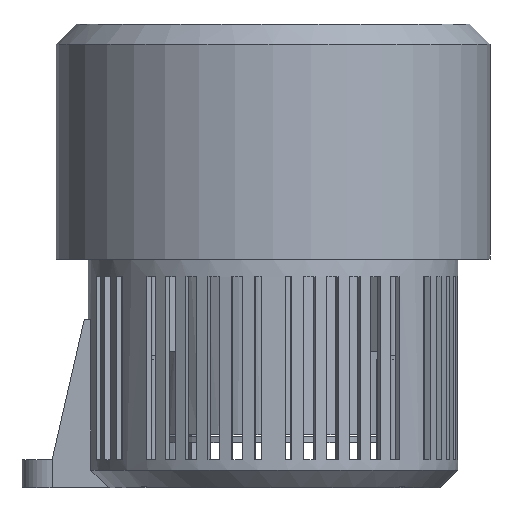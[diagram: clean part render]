
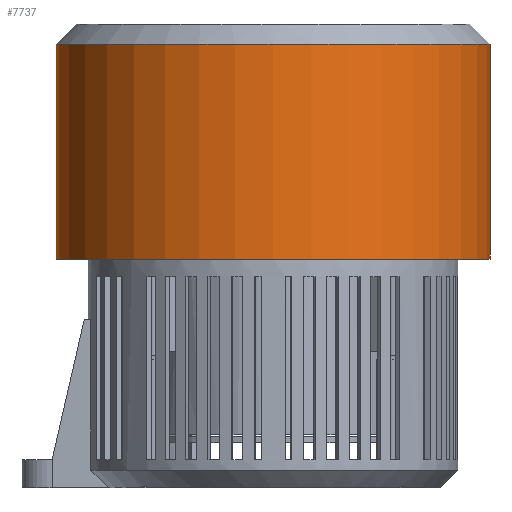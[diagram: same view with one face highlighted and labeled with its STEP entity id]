
A CAD part, front view. The second image highlights one B-rep face of the part: STEP entity #7737.
In plain terms, the highlighted cylindrical face has radius 54 mm (diameter 108 mm), a partial arc.
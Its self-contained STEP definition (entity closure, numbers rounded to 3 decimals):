
#624 = ORIENTED_EDGE ( 'NONE', *, *, #23980, .T. ) ;
#1108 = DIRECTION ( 'NONE',  ( 0., 0., -1. ) ) ;
#1146 = VECTOR ( 'NONE', #25391, 1000. ) ;
#3560 = CARTESIAN_POINT ( 'NONE',  ( 54., 0., -8.5 ) ) ;
#4328 = AXIS2_PLACEMENT_3D ( 'NONE', #8508, #1108, #12560 ) ;
#5128 = FACE_OUTER_BOUND ( 'NONE', #20535, .T. ) ;
#6068 = VERTEX_POINT ( 'NONE', #37589 ) ;
#6372 = CYLINDRICAL_SURFACE ( 'NONE', #42095, 54. ) ;
#7737 = ADVANCED_FACE ( 'NONE', ( #5128 ), #6372, .T. ) ;
#8449 = DIRECTION ( 'NONE',  ( 0., 0., -1. ) ) ;
#8508 = CARTESIAN_POINT ( 'NONE',  ( 0., 0., 45. ) ) ;
#12560 = DIRECTION ( 'NONE',  ( 1., 0., 0. ) ) ;
#15667 = CARTESIAN_POINT ( 'NONE',  ( -54., 0., 45. ) ) ;
#17670 = CARTESIAN_POINT ( 'NONE',  ( 54., 0., 50. ) ) ;
#17860 = VECTOR ( 'NONE', #8449, 1000. ) ;
#18232 = CARTESIAN_POINT ( 'NONE',  ( 54., 0., 45. ) ) ;
#20535 = EDGE_LOOP ( 'NONE', ( #33138, #624, #45048, #28441 ) ) ;
#20884 = EDGE_CURVE ( 'NONE', #36447, #32620, #44535, .T. ) ;
#22564 = DIRECTION ( 'NONE',  ( 0., 0., -1. ) ) ;
#23394 = VERTEX_POINT ( 'NONE', #15667 ) ;
#23980 = EDGE_CURVE ( 'NONE', #36447, #23394, #33379, .T. ) ;
#24323 = DIRECTION ( 'NONE',  ( 0., 0., 1. ) ) ;
#25391 = DIRECTION ( 'NONE',  ( 0., 0., -1. ) ) ;
#28441 = ORIENTED_EDGE ( 'NONE', *, *, #33318, .T. ) ;
#30488 = AXIS2_PLACEMENT_3D ( 'NONE', #35316, #24323, #47261 ) ;
#32620 = VERTEX_POINT ( 'NONE', #3560 ) ;
#33138 = ORIENTED_EDGE ( 'NONE', *, *, #20884, .F. ) ;
#33318 = EDGE_CURVE ( 'NONE', #6068, #32620, #44127, .T. ) ;
#33379 = CIRCLE ( 'NONE', #4328, 54. ) ;
#35316 = CARTESIAN_POINT ( 'NONE',  ( 0., 0., -8.5 ) ) ;
#35890 = CARTESIAN_POINT ( 'NONE',  ( -54., 0., 50. ) ) ;
#36447 = VERTEX_POINT ( 'NONE', #18232 ) ;
#36800 = EDGE_CURVE ( 'NONE', #23394, #6068, #41340, .T. ) ;
#37589 = CARTESIAN_POINT ( 'NONE',  ( -54., 0., -8.5 ) ) ;
#38740 = CARTESIAN_POINT ( 'NONE',  ( 0., 0., 50. ) ) ;
#41340 = LINE ( 'NONE', #35890, #17860 ) ;
#42095 = AXIS2_PLACEMENT_3D ( 'NONE', #38740, #22564, #49541 ) ;
#44127 = CIRCLE ( 'NONE', #30488, 54. ) ;
#44535 = LINE ( 'NONE', #17670, #1146 ) ;
#45048 = ORIENTED_EDGE ( 'NONE', *, *, #36800, .T. ) ;
#47261 = DIRECTION ( 'NONE',  ( 1., 0., 0. ) ) ;
#49541 = DIRECTION ( 'NONE',  ( -1., 0., 0. ) ) ;
